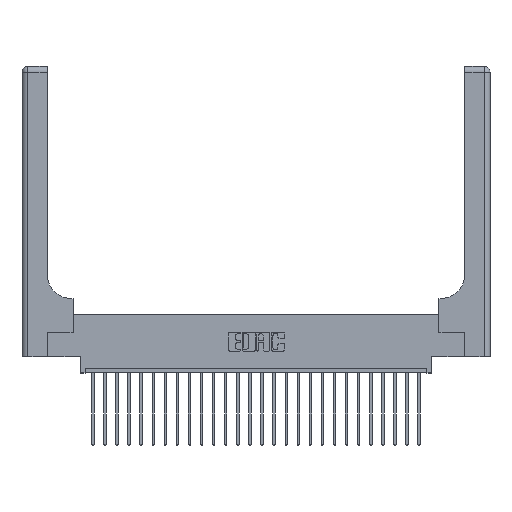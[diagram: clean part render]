
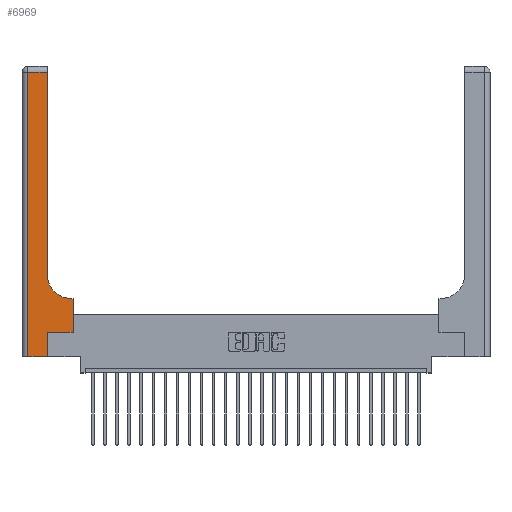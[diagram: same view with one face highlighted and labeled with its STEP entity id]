
A CAD part, top view. The second image highlights one B-rep face of the part: STEP entity #6969.
In plain terms, the highlighted planar face has unit normal (0, 0, 1).
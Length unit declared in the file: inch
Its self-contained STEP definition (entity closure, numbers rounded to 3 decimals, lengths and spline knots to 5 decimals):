
#225 = VECTOR ( 'NONE', #6650, 39.37008 ) ;
#425 = DIRECTION ( 'NONE',  ( 0., 1., 0. ) ) ;
#702 = CARTESIAN_POINT ( 'NONE',  ( 0.06, 2.94, 0.37 ) ) ;
#1114 = VECTOR ( 'NONE', #1758, 39.37008 ) ;
#1487 = EDGE_LOOP ( 'NONE', ( #12569, #12735, #12471, #6117, #21188, #8833, #16498, #16381, #14906 ) ) ;
#1496 = DIRECTION ( 'NONE',  ( -1., 0., 0. ) ) ;
#1758 = DIRECTION ( 'NONE',  ( 1., 0., 0. ) ) ;
#1925 = AXIS2_PLACEMENT_3D ( 'NONE', #10146, #6472, #17851 ) ;
#2571 = CARTESIAN_POINT ( 'NONE',  ( 0.528, 0.25, 0.37 ) ) ;
#2819 = EDGE_CURVE ( 'NONE', #19391, #12257, #24119, .T. ) ;
#2946 = VERTEX_POINT ( 'NONE', #8813 ) ;
#2954 = CARTESIAN_POINT ( 'NONE',  ( 0.06, 3., 0.37 ) ) ;
#3102 = VECTOR ( 'NONE', #12109, 39.37008 ) ;
#3235 = CARTESIAN_POINT ( 'NONE',  ( 0., 2.94, 0.37 ) ) ;
#3356 = LINE ( 'NONE', #3235, #17698 ) ;
#3859 = CARTESIAN_POINT ( 'NONE',  ( 0.51, 0.85, 0.37 ) ) ;
#4423 = CARTESIAN_POINT ( 'NONE',  ( 0.265, 0.25, 0.37 ) ) ;
#6117 = ORIENTED_EDGE ( 'NONE', *, *, #23466, .T. ) ;
#6472 = DIRECTION ( 'NONE',  ( 0., 0., -1. ) ) ;
#6650 = DIRECTION ( 'NONE',  ( 0., -1., 0. ) ) ;
#6769 = VERTEX_POINT ( 'NONE', #16971 ) ;
#6787 = CARTESIAN_POINT ( 'NONE',  ( 0.26, 3., 0.37 ) ) ;
#6969 = ADVANCED_FACE ( 'NONE', ( #21670 ), #12174, .F. ) ;
#7479 = LINE ( 'NONE', #11267, #1114 ) ;
#8045 = EDGE_CURVE ( 'NONE', #24469, #19391, #18540, .T. ) ;
#8268 = DIRECTION ( 'NONE',  ( 1., 0., 0. ) ) ;
#8473 = AXIS2_PLACEMENT_3D ( 'NONE', #3859, #11584, #21341 ) ;
#8813 = CARTESIAN_POINT ( 'NONE',  ( 0.06, 0., 0.37 ) ) ;
#8833 = ORIENTED_EDGE ( 'NONE', *, *, #24094, .T. ) ;
#9094 = VECTOR ( 'NONE', #24097, 39.37008 ) ;
#9767 = CARTESIAN_POINT ( 'NONE',  ( 0.265, 0.25, 0.37 ) ) ;
#10146 = CARTESIAN_POINT ( 'NONE',  ( 0., 3., 0.37 ) ) ;
#10163 = VERTEX_POINT ( 'NONE', #15321 ) ;
#10443 = EDGE_CURVE ( 'NONE', #10163, #24469, #21003, .T. ) ;
#11087 = DIRECTION ( 'NONE',  ( -1., 0., 0. ) ) ;
#11267 = CARTESIAN_POINT ( 'NONE',  ( 0., 0., 0.37 ) ) ;
#11584 = DIRECTION ( 'NONE',  ( 0., 0., -1. ) ) ;
#12109 = DIRECTION ( 'NONE',  ( 0., 1., 0. ) ) ;
#12174 = PLANE ( 'NONE',  #1925 ) ;
#12257 = VERTEX_POINT ( 'NONE', #20493 ) ;
#12471 = ORIENTED_EDGE ( 'NONE', *, *, #19267, .T. ) ;
#12569 = ORIENTED_EDGE ( 'NONE', *, *, #2819, .T. ) ;
#12735 = ORIENTED_EDGE ( 'NONE', *, *, #23069, .T. ) ;
#12829 = LINE ( 'NONE', #2954, #225 ) ;
#12984 = VECTOR ( 'NONE', #1496, 39.37008 ) ;
#13196 = CARTESIAN_POINT ( 'NONE',  ( 0.26, 0.85, 0.37 ) ) ;
#13716 = LINE ( 'NONE', #16124, #17224 ) ;
#13827 = VERTEX_POINT ( 'NONE', #4423 ) ;
#14346 = LINE ( 'NONE', #2571, #9094 ) ;
#14493 = CARTESIAN_POINT ( 'NONE',  ( 0.528, 0.25, 0.37 ) ) ;
#14906 = ORIENTED_EDGE ( 'NONE', *, *, #8045, .T. ) ;
#15321 = CARTESIAN_POINT ( 'NONE',  ( 0.528, 0.6, 0.37 ) ) ;
#16124 = CARTESIAN_POINT ( 'NONE',  ( 0.265, 0., 0.37 ) ) ;
#16381 = ORIENTED_EDGE ( 'NONE', *, *, #10443, .T. ) ;
#16498 = ORIENTED_EDGE ( 'NONE', *, *, #17210, .T. ) ;
#16971 = CARTESIAN_POINT ( 'NONE',  ( 0.265, 0., 0.37 ) ) ;
#17210 = EDGE_CURVE ( 'NONE', #19987, #10163, #14346, .T. ) ;
#17224 = VECTOR ( 'NONE', #425, 39.37008 ) ;
#17698 = VECTOR ( 'NONE', #11087, 39.37008 ) ;
#17851 = DIRECTION ( 'NONE',  ( -1., 0., 0. ) ) ;
#18540 = CIRCLE ( 'NONE', #8473, 0.25 ) ;
#19267 = EDGE_CURVE ( 'NONE', #24983, #2946, #12829, .T. ) ;
#19391 = VERTEX_POINT ( 'NONE', #13196 ) ;
#19987 = VERTEX_POINT ( 'NONE', #14493 ) ;
#20279 = EDGE_CURVE ( 'NONE', #6769, #13827, #13716, .T. ) ;
#20493 = CARTESIAN_POINT ( 'NONE',  ( 0.26, 2.94, 0.37 ) ) ;
#20964 = VECTOR ( 'NONE', #8268, 39.37008 ) ;
#21003 = LINE ( 'NONE', #22777, #12984 ) ;
#21188 = ORIENTED_EDGE ( 'NONE', *, *, #20279, .T. ) ;
#21341 = DIRECTION ( 'NONE',  ( 1., 0., 0. ) ) ;
#21670 = FACE_OUTER_BOUND ( 'NONE', #1487, .T. ) ;
#22265 = CARTESIAN_POINT ( 'NONE',  ( 0.51, 0.6, 0.37 ) ) ;
#22777 = CARTESIAN_POINT ( 'NONE',  ( 0.26, 0.6, 0.37 ) ) ;
#23069 = EDGE_CURVE ( 'NONE', #12257, #24983, #3356, .T. ) ;
#23443 = LINE ( 'NONE', #9767, #20964 ) ;
#23466 = EDGE_CURVE ( 'NONE', #2946, #6769, #7479, .T. ) ;
#24094 = EDGE_CURVE ( 'NONE', #13827, #19987, #23443, .T. ) ;
#24097 = DIRECTION ( 'NONE',  ( 0., 1., 0. ) ) ;
#24119 = LINE ( 'NONE', #6787, #3102 ) ;
#24469 = VERTEX_POINT ( 'NONE', #22265 ) ;
#24983 = VERTEX_POINT ( 'NONE', #702 ) ;
